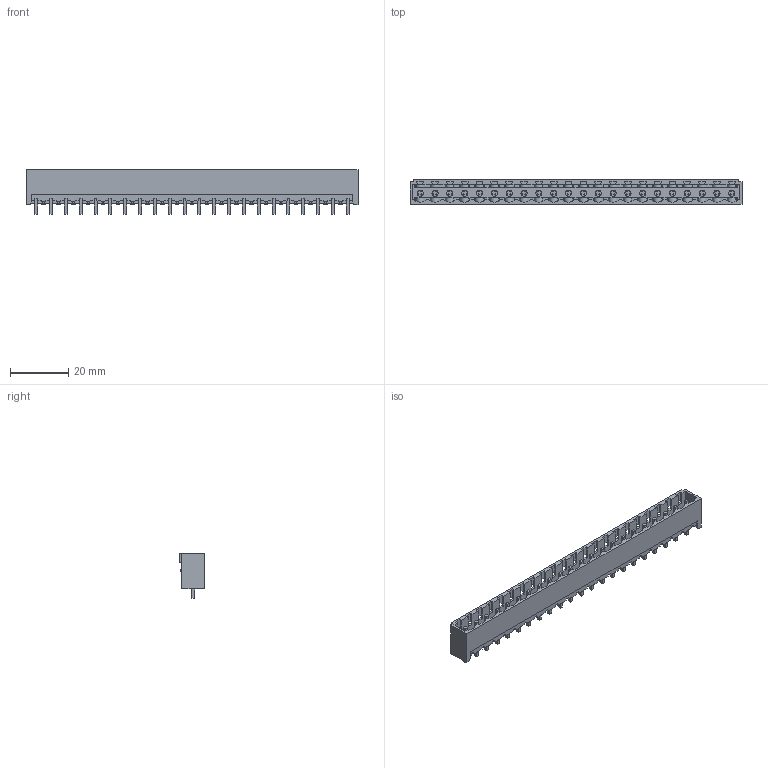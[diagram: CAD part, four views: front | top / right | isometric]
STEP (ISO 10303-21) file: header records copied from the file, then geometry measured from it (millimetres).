
FILE_DESCRIPTION(('CATIA V5 STEP Exchange','CAx-IF Rec.Pracs.--- Model Styling and Organization---1.5--- 2016-08-15','CAx-IF Rec.Pracs.---Supplemental Geometry---1.0---2011-11-01','CAx-IF Rec.Pracs.--- Composite Materials ---1.1---2010-07-15'),'2;1');
FILE_NAME ('D1457037_1', '2025-02-03T10:32:29+00:00', ('none'), ('Weidmueller'), 'CATIA Version 5-6 Release 2022 SP4 HF5', 'CATIA V5 STEP AP214 v3', 'none');
FILE_SCHEMA(('AUTOMOTIVE_DESIGN { 1 0 10303 214 1 1 1 1 }'));
Length unit declared in the file: millimetre
Products named in the file (1): 1838410000
Bounding box: 113.66 x 8.43 x 15.2 mm (x, y, z)
Volume: 3992.1 mm3; surface area: 9081.7 mm2
Topology: 1 solids, 1 shells, 1318 faces, 4070 edges, 2756 vertices
Faces by surface type: plane 1083, cylinder 213, extrusion 22
Entity records: 43299 total; most frequent: CARTESIAN_POINT 9306, ORIENTED_EDGE 8140, DIRECTION 4863, EDGE_CURVE 4070, VECTOR 3258, LINE 3236, VERTEX_POINT 2756, EDGE_LOOP 1364
